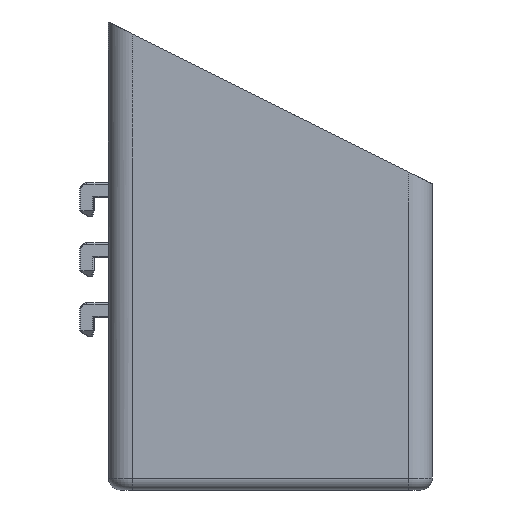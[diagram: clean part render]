
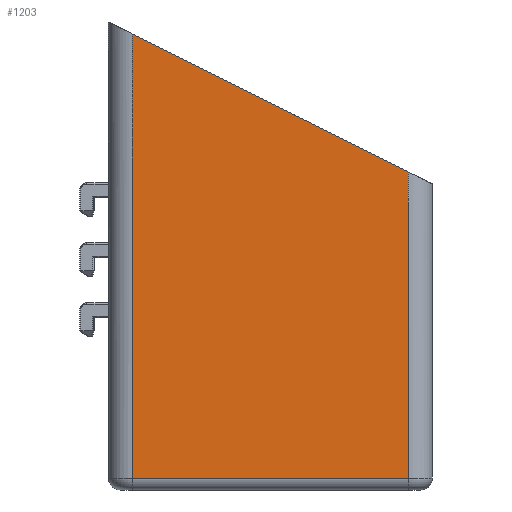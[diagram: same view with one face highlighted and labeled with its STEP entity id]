
A CAD part, left-side view. The second image highlights one B-rep face of the part: STEP entity #1203.
In plain terms, the highlighted planar face has unit normal (-1, 0, 0).
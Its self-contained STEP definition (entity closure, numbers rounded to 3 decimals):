
#283 = PLANE('',#284);
#284 = AXIS2_PLACEMENT_3D('',#285,#286,#287);
#285 = CARTESIAN_POINT('',(0.,100.,150.));
#286 = DIRECTION('',(0.,-0.447,0.894));
#287 = DIRECTION('',(0.,-0.894,-0.447));
#697 = VERTEX_POINT('',#698);
#698 = CARTESIAN_POINT('',(-224.,4.,102.));
#715 = CYLINDRICAL_SURFACE('',#716,8.);
#716 = AXIS2_PLACEMENT_3D('',#717,#718,#719);
#717 = CARTESIAN_POINT('',(-216.,4.,100.));
#718 = DIRECTION('',(0.,0.,-1.));
#719 = DIRECTION('',(0.,-1.,-0.));
#899 = VERTEX_POINT('',#900);
#900 = CARTESIAN_POINT('',(-224.,96.,148.));
#915 = CYLINDRICAL_SURFACE('',#916,8.);
#916 = AXIS2_PLACEMENT_3D('',#917,#918,#919);
#917 = CARTESIAN_POINT('',(-216.,96.,0.));
#918 = DIRECTION('',(0.,0.,1.));
#919 = DIRECTION('',(0.,1.,0.));
#938 = EDGE_CURVE('',#899,#697,#939,.T.);
#939 = SURFACE_CURVE('',#940,(#944,#951),.PCURVE_S1.);
#940 = LINE('',#941,#942);
#941 = CARTESIAN_POINT('',(-224.,100.,150.));
#942 = VECTOR('',#943,1.);
#943 = DIRECTION('',(0.,-0.894,-0.447));
#944 = PCURVE('',#283,#945);
#945 = DEFINITIONAL_REPRESENTATION('',(#946),#950);
#946 = LINE('',#947,#948);
#947 = CARTESIAN_POINT('',(0.,-224.));
#948 = VECTOR('',#949,1.);
#949 = DIRECTION('',(1.,0.));
#950 = ( GEOMETRIC_REPRESENTATION_CONTEXT(2) 
PARAMETRIC_REPRESENTATION_CONTEXT() REPRESENTATION_CONTEXT('2D SPACE',''
  ) );
#951 = PCURVE('',#952,#957);
#952 = PLANE('',#953);
#953 = AXIS2_PLACEMENT_3D('',#954,#955,#956);
#954 = CARTESIAN_POINT('',(-224.,55.414,65.451));
#955 = DIRECTION('',(1.,-0.,0.));
#956 = DIRECTION('',(0.,0.,-1.));
#957 = DEFINITIONAL_REPRESENTATION('',(#958),#962);
#958 = LINE('',#959,#960);
#959 = CARTESIAN_POINT('',(-84.549,44.586));
#960 = VECTOR('',#961,1.);
#961 = DIRECTION('',(0.447,-0.894));
#962 = ( GEOMETRIC_REPRESENTATION_CONTEXT(2) 
PARAMETRIC_REPRESENTATION_CONTEXT() REPRESENTATION_CONTEXT('2D SPACE',''
  ) );
#1099 = VERTEX_POINT('',#1100);
#1100 = CARTESIAN_POINT('',(-224.,96.,0.));
#1127 = EDGE_CURVE('',#1099,#899,#1128,.T.);
#1128 = SURFACE_CURVE('',#1129,(#1133,#1140),.PCURVE_S1.);
#1129 = LINE('',#1130,#1131);
#1130 = CARTESIAN_POINT('',(-224.,96.,0.));
#1131 = VECTOR('',#1132,1.);
#1132 = DIRECTION('',(0.,0.,1.));
#1133 = PCURVE('',#915,#1134);
#1134 = DEFINITIONAL_REPRESENTATION('',(#1135),#1139);
#1135 = LINE('',#1136,#1137);
#1136 = CARTESIAN_POINT('',(1.571,0.));
#1137 = VECTOR('',#1138,1.);
#1138 = DIRECTION('',(0.,1.));
#1139 = ( GEOMETRIC_REPRESENTATION_CONTEXT(2) 
PARAMETRIC_REPRESENTATION_CONTEXT() REPRESENTATION_CONTEXT('2D SPACE',''
  ) );
#1140 = PCURVE('',#952,#1141);
#1141 = DEFINITIONAL_REPRESENTATION('',(#1142),#1146);
#1142 = LINE('',#1143,#1144);
#1143 = CARTESIAN_POINT('',(65.451,40.586));
#1144 = VECTOR('',#1145,1.);
#1145 = DIRECTION('',(-1.,0.));
#1146 = ( GEOMETRIC_REPRESENTATION_CONTEXT(2) 
PARAMETRIC_REPRESENTATION_CONTEXT() REPRESENTATION_CONTEXT('2D SPACE',''
  ) );
#1203 = ADVANCED_FACE('',(#1204),#952,.F.);
#1204 = FACE_BOUND('',#1205,.F.);
#1205 = EDGE_LOOP('',(#1206,#1234,#1235,#1236));
#1206 = ORIENTED_EDGE('',*,*,#1207,.T.);
#1207 = EDGE_CURVE('',#1208,#1099,#1210,.T.);
#1208 = VERTEX_POINT('',#1209);
#1209 = CARTESIAN_POINT('',(-224.,4.,0.));
#1210 = SURFACE_CURVE('',#1211,(#1215,#1222),.PCURVE_S1.);
#1211 = LINE('',#1212,#1213);
#1212 = CARTESIAN_POINT('',(-224.,0.,0.));
#1213 = VECTOR('',#1214,1.);
#1214 = DIRECTION('',(0.,1.,0.));
#1215 = PCURVE('',#952,#1216);
#1216 = DEFINITIONAL_REPRESENTATION('',(#1217),#1221);
#1217 = LINE('',#1218,#1219);
#1218 = CARTESIAN_POINT('',(65.451,-55.414));
#1219 = VECTOR('',#1220,1.);
#1220 = DIRECTION('',(0.,1.));
#1221 = ( GEOMETRIC_REPRESENTATION_CONTEXT(2) 
PARAMETRIC_REPRESENTATION_CONTEXT() REPRESENTATION_CONTEXT('2D SPACE',''
  ) );
#1222 = PCURVE('',#1223,#1228);
#1223 = CYLINDRICAL_SURFACE('',#1224,4.);
#1224 = AXIS2_PLACEMENT_3D('',#1225,#1226,#1227);
#1225 = CARTESIAN_POINT('',(-220.,0.,0.));
#1226 = DIRECTION('',(0.,1.,0.));
#1227 = DIRECTION('',(1.,0.,0.));
#1228 = DEFINITIONAL_REPRESENTATION('',(#1229),#1233);
#1229 = LINE('',#1230,#1231);
#1230 = CARTESIAN_POINT('',(3.142,0.));
#1231 = VECTOR('',#1232,1.);
#1232 = DIRECTION('',(0.,1.));
#1233 = ( GEOMETRIC_REPRESENTATION_CONTEXT(2) 
PARAMETRIC_REPRESENTATION_CONTEXT() REPRESENTATION_CONTEXT('2D SPACE',''
  ) );
#1234 = ORIENTED_EDGE('',*,*,#1127,.T.);
#1235 = ORIENTED_EDGE('',*,*,#938,.T.);
#1236 = ORIENTED_EDGE('',*,*,#1237,.T.);
#1237 = EDGE_CURVE('',#697,#1208,#1238,.T.);
#1238 = SURFACE_CURVE('',#1239,(#1243,#1250),.PCURVE_S1.);
#1239 = LINE('',#1240,#1241);
#1240 = CARTESIAN_POINT('',(-224.,4.,100.));
#1241 = VECTOR('',#1242,1.);
#1242 = DIRECTION('',(0.,0.,-1.));
#1243 = PCURVE('',#952,#1244);
#1244 = DEFINITIONAL_REPRESENTATION('',(#1245),#1249);
#1245 = LINE('',#1246,#1247);
#1246 = CARTESIAN_POINT('',(-34.549,-51.414));
#1247 = VECTOR('',#1248,1.);
#1248 = DIRECTION('',(1.,0.));
#1249 = ( GEOMETRIC_REPRESENTATION_CONTEXT(2) 
PARAMETRIC_REPRESENTATION_CONTEXT() REPRESENTATION_CONTEXT('2D SPACE',''
  ) );
#1250 = PCURVE('',#715,#1251);
#1251 = DEFINITIONAL_REPRESENTATION('',(#1252),#1256);
#1252 = LINE('',#1253,#1254);
#1253 = CARTESIAN_POINT('',(1.571,0.));
#1254 = VECTOR('',#1255,1.);
#1255 = DIRECTION('',(0.,1.));
#1256 = ( GEOMETRIC_REPRESENTATION_CONTEXT(2) 
PARAMETRIC_REPRESENTATION_CONTEXT() REPRESENTATION_CONTEXT('2D SPACE',''
  ) );
